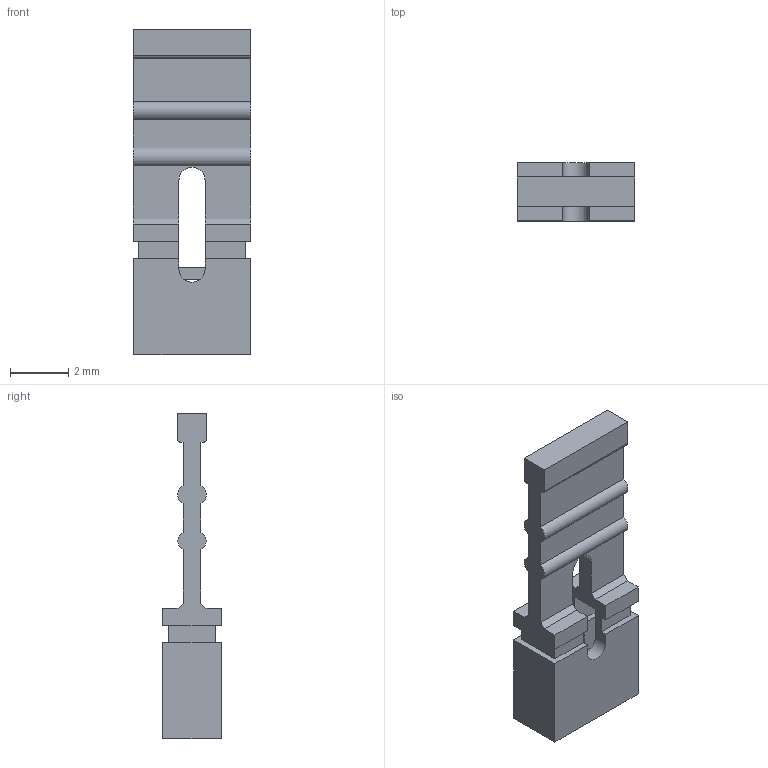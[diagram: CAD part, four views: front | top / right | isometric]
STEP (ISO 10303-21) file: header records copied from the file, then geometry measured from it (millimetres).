
FILE_DESCRIPTION( ('This file contains a STEP AP42 implementation' ,'as created by ZW3D STEP Interface translator.') ,'2;1' );
FILE_NAME( '3731-1101OXXX01.stp' ,'231221.154531', (''), ('ZWCAD Software Co.'), 'Version 1.0', 'ZW3D to STEP translator', '' );
FILE_SCHEMA(('AUTOMOTIVE_DESIGN { 1 0 10303 214 1 1 1 1 }'));
Length unit declared in the file: millimetre
Products named in the file (1): 0
Bounding box: 4.05 x 2 x 11.2 mm (x, y, z)
Volume: 41.6 mm3; surface area: 181.8 mm2
Topology: 1 solids, 1 shells, 159 faces, 482 edges, 316 vertices
Faces by surface type: plane 118, cylinder 31, bspline 10
Entity records: 5717 total; most frequent: CARTESIAN_POINT 1088, ORIENTED_EDGE 992, DIRECTION 876, EDGE_CURVE 492, VECTOR 404, LINE 404, VERTEX_POINT 324, AXIS2_PLACEMENT_3D 236
